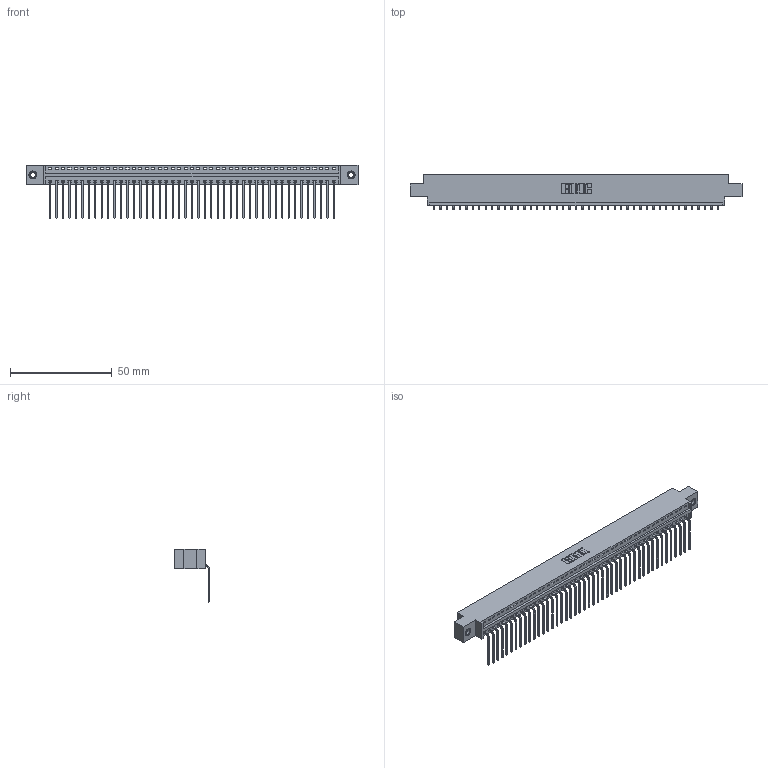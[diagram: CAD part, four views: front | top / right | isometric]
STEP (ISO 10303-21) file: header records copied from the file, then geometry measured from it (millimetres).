
FILE_DESCRIPTION (( 'STEP AP203' ), '1' );
FILE_NAME ('396-045-559-607.STEP', '2019-10-31T23:16:57', ( '' ), ( '' ), 'SwSTEP 2.0', 'SolidWorks 2016', '' );
FILE_SCHEMA (( 'CONFIG_CONTROL_DESIGN' ));
Length unit declared in the file: inch
Products named in the file (4): 346 Part_0.170 Offset - 0.156 Dia-TI; 345-292-001_558 559 Tail - 1; 345-250-001_345-250-005-103; 396-045-559-607
Assembly tree (48 placements, depth 2):
  396-045-559-607
    346 Part_0.170 Offset - 0.156 Dia-TI
    345-292-001_558 559 Tail - 1  x45
    345-250-001_345-250-005-103  x2
Bounding box: 163.45 x 17.08 x 26.16 mm (x, y, z)
Volume: 15648.2 mm3; surface area: 20680 mm2
Topology: 48 solids, 48 shells, 2886 faces, 8667 edges, 5710 vertices
Faces by surface type: plane 2002, cylinder 868, cone 12, torus 4
Entity records: 28926 total; most frequent: CARTESIAN_POINT 4942, ORIENTED_EDGE 4914, DIRECTION 4381, EDGE_CURVE 2457, VECTOR 2125, LINE 2125, VERTEX_POINT 1632, AXIS2_PLACEMENT_3D 1128
